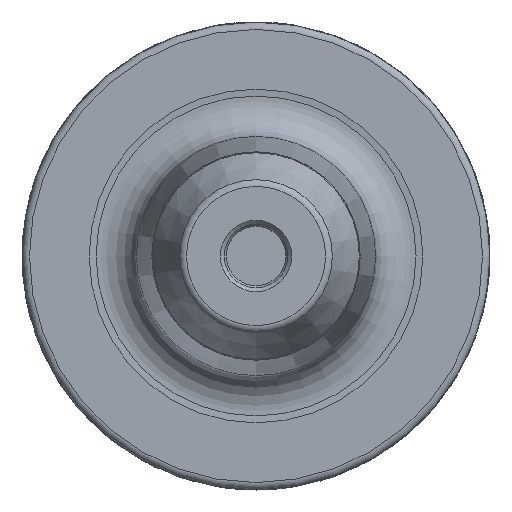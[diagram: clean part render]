
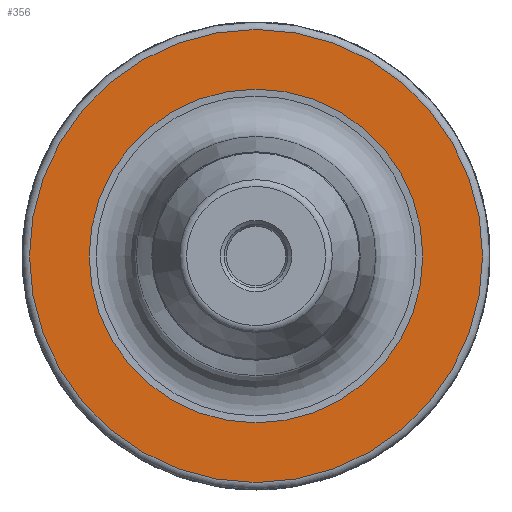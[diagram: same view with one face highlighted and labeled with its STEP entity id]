
A CAD part, left-side view. The second image highlights one B-rep face of the part: STEP entity #356.
In plain terms, the highlighted planar face has unit normal (-1, 0, 0).
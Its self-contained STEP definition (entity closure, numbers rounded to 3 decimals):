
#283=FACE_BOUND('',#526,.T.);
#284=FACE_BOUND('',#527,.T.);
#356=ADVANCED_FACE('',(#283,#284),#408,.F.);
#408=PLANE('',#1385);
#526=EDGE_LOOP('',(#738));
#527=EDGE_LOOP('',(#739));
#738=ORIENTED_EDGE('',*,*,#1180,.T.);
#739=ORIENTED_EDGE('',*,*,#1179,.F.);
#1028=VERTEX_POINT('',#2416);
#1029=VERTEX_POINT('',#2419);
#1179=EDGE_CURVE('',#1028,#1028,#1279,.T.);
#1180=EDGE_CURVE('',#1029,#1029,#1280,.T.);
#1279=CIRCLE('',#1382,30.495);
#1280=CIRCLE('',#1384,22.461);
#1382=AXIS2_PLACEMENT_3D('',#2415,#1634,#1635);
#1384=AXIS2_PLACEMENT_3D('',#2418,#1638,#1639);
#1385=AXIS2_PLACEMENT_3D('',#2420,#1640,#1641);
#1634=DIRECTION('',(1.,0.,0.));
#1635=DIRECTION('',(0.,0.,1.));
#1638=DIRECTION('',(1.,0.,0.));
#1639=DIRECTION('',(0.,0.,1.));
#1640=DIRECTION('',(1.,0.,0.));
#1641=DIRECTION('',(0.,0.,-1.));
#2415=CARTESIAN_POINT('',(133.,0.,0.));
#2416=CARTESIAN_POINT('',(133.,0.,30.495));
#2418=CARTESIAN_POINT('',(133.,0.,0.));
#2419=CARTESIAN_POINT('',(133.,0.,22.461));
#2420=CARTESIAN_POINT('',(133.,30.495,0.));
